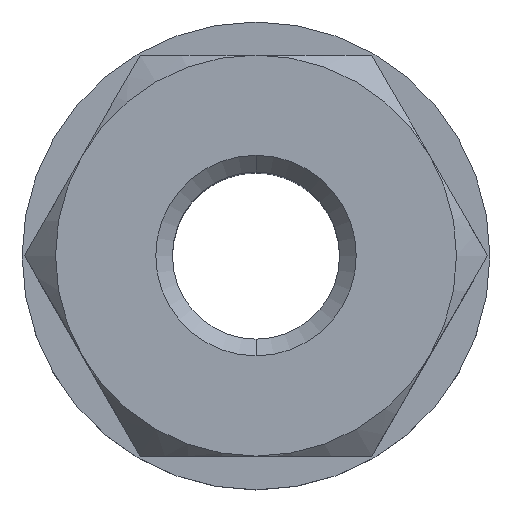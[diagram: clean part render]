
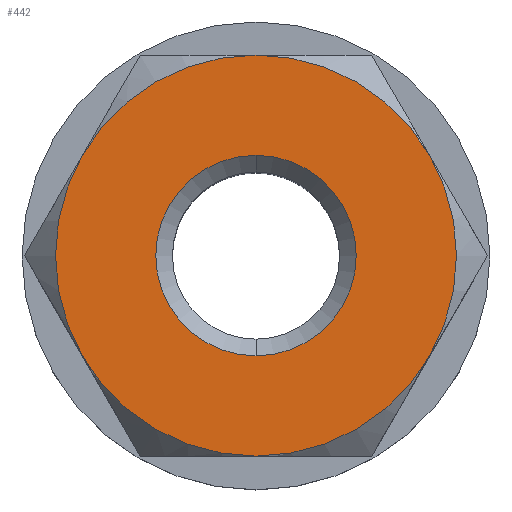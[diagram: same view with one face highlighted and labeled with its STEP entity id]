
A CAD part, top view. The second image highlights one B-rep face of the part: STEP entity #442.
In plain terms, the highlighted planar face has unit normal (0, 0, 1).
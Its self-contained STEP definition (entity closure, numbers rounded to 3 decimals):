
#232=EDGE_CURVE('',#242,#364,#592,.T.);
#242=VERTEX_POINT('',#604);
#256=EDGE_CURVE('',#462,#278,#619,.T.);
#278=VERTEX_POINT('',#643);
#296=EDGE_CURVE('',#514,#506,#661,.T.);
#340=EDGE_CURVE('',#364,#462,#710,.T.);
#364=VERTEX_POINT('',#735);
#408=EDGE_CURVE('',#448,#242,#787,.T.);
#440=EDGE_CURVE('',#530,#448,#822,.T.);
#442=ADVANCED_FACE('',(#824,#825),#826,.T.);
#448=VERTEX_POINT('',#833);
#462=VERTEX_POINT('',#851);
#480=EDGE_CURVE('',#506,#514,#873,.T.);
#506=VERTEX_POINT('',#903);
#514=VERTEX_POINT('',#911);
#530=VERTEX_POINT('',#929);
#532=EDGE_CURVE('',#278,#530,#931,.T.);
#592=CIRCLE('',#1008,12.0);
#604=CARTESIAN_POINT('',(-10.392,-6.0,17.0));
#619=CIRCLE('',#1046,12.0);
#643=CARTESIAN_POINT('',(10.392,6.0,17.0));
#661=CIRCLE('',#1115,6.0);
#710=CIRCLE('',#1187,12.0);
#735=CARTESIAN_POINT('',(0.,-12.0,17.0));
#787=CIRCLE('',#1316,12.0);
#822=CIRCLE('',#1376,12.0);
#824=FACE_BOUND('',#1378,.T.);
#825=FACE_OUTER_BOUND('',#1379,.T.);
#826=PLANE('',#1380);
#833=CARTESIAN_POINT('',(-10.392,6.,17.0));
#851=CARTESIAN_POINT('',(10.392,-6.0,17.0));
#873=CIRCLE('',#1440,6.0);
#903=CARTESIAN_POINT('',(0.,-6.0,17.0));
#911=CARTESIAN_POINT('',(0.,6.0,17.0));
#929=CARTESIAN_POINT('',(0.,12.0,17.0));
#931=CIRCLE('',#1541,12.0);
#1008=AXIS2_PLACEMENT_3D('',#1595,#1596,#1597);
#1046=AXIS2_PLACEMENT_3D('',#1625,#1626,#1627);
#1115=AXIS2_PLACEMENT_3D('',#1659,#1660,#1661);
#1187=AXIS2_PLACEMENT_3D('',#1714,#1715,#1716);
#1316=AXIS2_PLACEMENT_3D('',#1821,#1822,#1823);
#1376=AXIS2_PLACEMENT_3D('',#1857,#1858,#1859);
#1378=EDGE_LOOP('',(#1861,#1862));
#1379=EDGE_LOOP('',(#1863,#1864,#1865,#1866,#1867,#1868));
#1380=AXIS2_PLACEMENT_3D('',#1869,#1870,#1871);
#1440=AXIS2_PLACEMENT_3D('',#1944,#1945,#1946);
#1541=AXIS2_PLACEMENT_3D('',#2011,#2012,#2013);
#1595=CARTESIAN_POINT('',(0.,0.,17.0));
#1596=DIRECTION('',(0.0,0.0,1.0));
#1597=DIRECTION('',(0.,-1.0,0.0));
#1625=CARTESIAN_POINT('',(0.,0.,17.0));
#1626=DIRECTION('',(0.0,0.0,1.0));
#1627=DIRECTION('',(0.,-1.0,0.0));
#1659=CARTESIAN_POINT('',(0.,0.,17.0));
#1660=DIRECTION('',(0.0,0.0,-1.0));
#1661=DIRECTION('',(0.,1.0,0.0));
#1714=CARTESIAN_POINT('',(0.,0.,17.0));
#1715=DIRECTION('',(0.0,0.0,1.0));
#1716=DIRECTION('',(0.,-1.0,0.0));
#1821=CARTESIAN_POINT('',(0.,0.,17.0));
#1822=DIRECTION('',(0.0,0.0,1.0));
#1823=DIRECTION('',(0.,-1.0,0.0));
#1857=CARTESIAN_POINT('',(0.,0.,17.0));
#1858=DIRECTION('',(0.0,0.0,1.0));
#1859=DIRECTION('',(0.,-1.0,0.0));
#1861=ORIENTED_EDGE('',*,*,#296,.T.);
#1862=ORIENTED_EDGE('',*,*,#480,.T.);
#1863=ORIENTED_EDGE('',*,*,#340,.T.);
#1864=ORIENTED_EDGE('',*,*,#256,.T.);
#1865=ORIENTED_EDGE('',*,*,#532,.T.);
#1866=ORIENTED_EDGE('',*,*,#440,.T.);
#1867=ORIENTED_EDGE('',*,*,#408,.T.);
#1868=ORIENTED_EDGE('',*,*,#232,.T.);
#1869=CARTESIAN_POINT('',(0.,0.,17.0));
#1870=DIRECTION('',(0.0,0.0,1.0));
#1871=DIRECTION('',(0.,-1.0,0.0));
#1944=CARTESIAN_POINT('',(0.,0.,17.0));
#1945=DIRECTION('',(0.0,0.0,-1.0));
#1946=DIRECTION('',(0.,1.0,0.0));
#2011=CARTESIAN_POINT('',(0.,0.,17.0));
#2012=DIRECTION('',(0.0,0.0,1.0));
#2013=DIRECTION('',(0.,-1.0,0.0));
